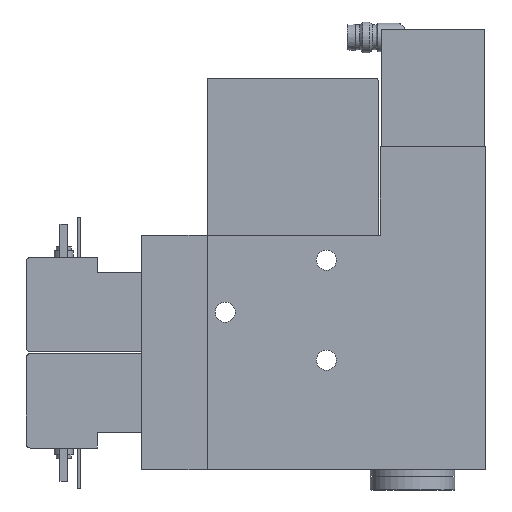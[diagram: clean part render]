
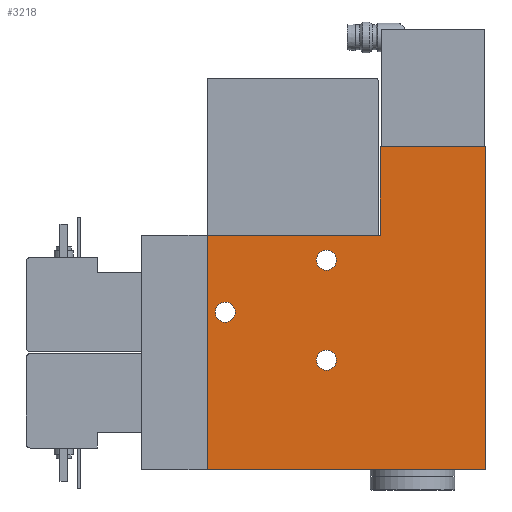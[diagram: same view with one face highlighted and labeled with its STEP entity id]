
A CAD part, left-side view. The second image highlights one B-rep face of the part: STEP entity #3218.
In plain terms, the highlighted face is planar.
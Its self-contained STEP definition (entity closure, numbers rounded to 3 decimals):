
#62=PLANE('',#3400);
#169=LINE('',#4376,#354);
#190=LINE('',#4419,#375);
#200=LINE('',#4452,#385);
#201=LINE('',#4453,#386);
#202=LINE('',#4455,#387);
#203=LINE('',#4457,#388);
#354=VECTOR('',#3675,1000.);
#375=VECTOR('',#3700,1000.);
#385=VECTOR('',#3730,1000.);
#386=VECTOR('',#3731,1000.);
#387=VECTOR('',#3732,1000.);
#388=VECTOR('',#3733,1000.);
#590=ORIENTED_EDGE('',*,*,#1155,.F.);
#591=ORIENTED_EDGE('',*,*,#1156,.F.);
#592=ORIENTED_EDGE('',*,*,#1157,.F.);
#593=ORIENTED_EDGE('',*,*,#1158,.F.);
#594=ORIENTED_EDGE('',*,*,#1120,.F.);
#595=ORIENTED_EDGE('',*,*,#1159,.F.);
#596=ORIENTED_EDGE('',*,*,#1160,.F.);
#597=ORIENTED_EDGE('',*,*,#1161,.F.);
#598=ORIENTED_EDGE('',*,*,#1141,.F.);
#1120=EDGE_CURVE('',#1403,#1404,#169,.T.);
#1141=EDGE_CURVE('',#1423,#1424,#190,.T.);
#1155=EDGE_CURVE('',#1434,#1434,#1612,.T.);
#1156=EDGE_CURVE('',#1435,#1435,#1613,.T.);
#1157=EDGE_CURVE('',#1436,#1436,#1614,.T.);
#1158=EDGE_CURVE('',#1404,#1423,#200,.T.);
#1159=EDGE_CURVE('',#1437,#1403,#201,.T.);
#1160=EDGE_CURVE('',#1438,#1437,#202,.T.);
#1161=EDGE_CURVE('',#1424,#1438,#203,.T.);
#1403=VERTEX_POINT('',#4375);
#1404=VERTEX_POINT('',#4377);
#1423=VERTEX_POINT('',#4418);
#1424=VERTEX_POINT('',#4420);
#1434=VERTEX_POINT('',#4447);
#1435=VERTEX_POINT('',#4449);
#1436=VERTEX_POINT('',#4451);
#1437=VERTEX_POINT('',#4454);
#1438=VERTEX_POINT('',#4456);
#1612=CIRCLE('',#3401,2.6);
#1613=CIRCLE('',#3402,2.6);
#1614=CIRCLE('',#3403,2.6);
#1714=EDGE_LOOP('',(#590));
#1715=EDGE_LOOP('',(#591));
#1716=EDGE_LOOP('',(#592));
#1717=EDGE_LOOP('',(#593,#594,#595,#596,#597,#598));
#1964=FACE_BOUND('',#1714,.T.);
#1965=FACE_BOUND('',#1715,.T.);
#1966=FACE_BOUND('',#1716,.T.);
#1967=FACE_BOUND('',#1717,.T.);
#3218=ADVANCED_FACE('',(#1964,#1965,#1966,#1967),#62,.F.);
#3400=AXIS2_PLACEMENT_3D('',#4445,#3722,#3723);
#3401=AXIS2_PLACEMENT_3D('',#4446,#3724,#3725);
#3402=AXIS2_PLACEMENT_3D('',#4448,#3726,#3727);
#3403=AXIS2_PLACEMENT_3D('',#4450,#3728,#3729);
#3675=DIRECTION('',(0.,1.,0.));
#3700=DIRECTION('',(0.,-1.,0.));
#3722=DIRECTION('',(0.,0.,1.));
#3723=DIRECTION('',(1.,0.,0.));
#3724=DIRECTION('',(0.,0.,-1.));
#3725=DIRECTION('',(-1.,0.,0.));
#3726=DIRECTION('',(0.,0.,-1.));
#3727=DIRECTION('',(-1.,0.,0.));
#3728=DIRECTION('',(0.,0.,-1.));
#3729=DIRECTION('',(-1.,0.,0.));
#3730=DIRECTION('',(-1.,0.,0.));
#3731=DIRECTION('',(1.,0.,0.));
#3732=DIRECTION('',(0.,-1.,0.));
#3733=DIRECTION('',(-1.,0.,0.));
#4375=CARTESIAN_POINT('',(0.,0.,-11.));
#4376=CARTESIAN_POINT('',(0.,0.,-11.));
#4377=CARTESIAN_POINT('',(0.,72.4,-11.));
#4418=CARTESIAN_POINT('',(-61.,72.4,-11.));
#4419=CARTESIAN_POINT('',(-61.,89.4,-11.));
#4420=CARTESIAN_POINT('',(-61.,27.4,-11.));
#4445=CARTESIAN_POINT('',(0.,0.,-11.));
#4446=CARTESIAN_POINT('',(-28.5,41.4,-11.));
#4447=CARTESIAN_POINT('',(-31.1,41.4,-11.));
#4448=CARTESIAN_POINT('',(-41.,67.7,-11.));
#4449=CARTESIAN_POINT('',(-43.6,67.7,-11.));
#4450=CARTESIAN_POINT('',(-54.5,41.4,-11.));
#4451=CARTESIAN_POINT('',(-57.1,41.4,-11.));
#4452=CARTESIAN_POINT('',(0.,72.4,-11.));
#4453=CARTESIAN_POINT('',(-84.,0.,-11.));
#4454=CARTESIAN_POINT('',(-84.,0.,-11.));
#4455=CARTESIAN_POINT('',(-84.,27.4,-11.));
#4456=CARTESIAN_POINT('',(-84.,27.4,-11.));
#4457=CARTESIAN_POINT('',(-61.,27.4,-11.));
